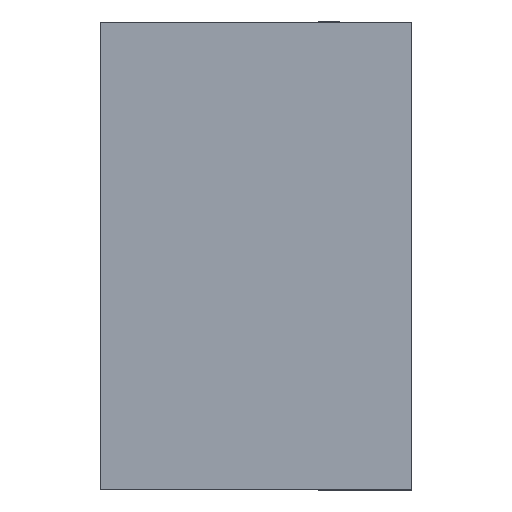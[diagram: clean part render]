
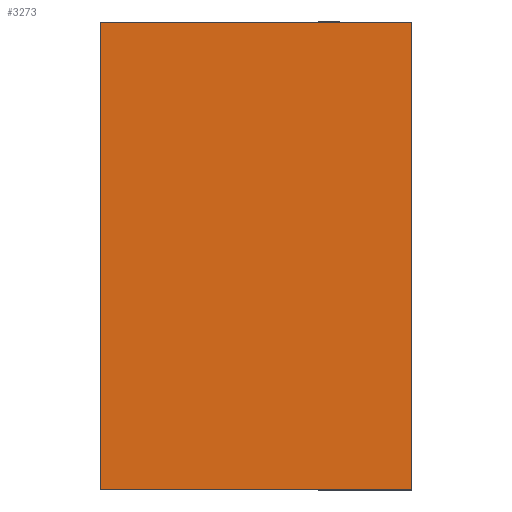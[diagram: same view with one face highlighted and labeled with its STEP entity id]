
A CAD part, left-side view. The second image highlights one B-rep face of the part: STEP entity #3273.
In plain terms, the highlighted planar face has unit normal (-1, 0, 0).
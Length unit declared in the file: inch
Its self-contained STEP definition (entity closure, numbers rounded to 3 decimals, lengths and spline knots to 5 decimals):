
#90 = LINE ( 'NONE', #3368, #189 ) ;
#189 = VECTOR ( 'NONE', #3367, 39.37008 ) ;
#331 = LINE ( 'NONE', #2896, #461 ) ;
#461 = VECTOR ( 'NONE', #2878, 39.37008 ) ;
#569 = AXIS2_PLACEMENT_3D ( 'NONE', #1699, #1994, #1981 ) ;
#685 = EDGE_CURVE ( 'NONE', #2914, #2619, #331, .T. ) ;
#723 = EDGE_CURVE ( 'NONE', #2914, #2763, #90, .T. ) ;
#1011 = EDGE_CURVE ( 'NONE', #2619, #2623, #2543, .T. ) ;
#1111 = EDGE_CURVE ( 'NONE', #2763, #2623, #2044, .T. ) ;
#1427 = ORIENTED_EDGE ( 'NONE', *, *, #685, .T. ) ;
#1441 = ORIENTED_EDGE ( 'NONE', *, *, #1111, .F. ) ;
#1513 = EDGE_LOOP ( 'NONE', ( #1584, #1441, #1569, #1427 ) ) ;
#1569 = ORIENTED_EDGE ( 'NONE', *, *, #723, .F. ) ;
#1584 = ORIENTED_EDGE ( 'NONE', *, *, #1011, .T. ) ;
#1699 = CARTESIAN_POINT ( 'NONE',  ( -3.5, 0.25, -0.375 ) ) ;
#1700 = PLANE ( 'NONE',  #569 ) ;
#1721 = CARTESIAN_POINT ( 'NONE',  ( -3.5, 0.25, -0.375 ) ) ;
#1981 = DIRECTION ( 'NONE',  ( 0., 0., -1. ) ) ;
#1994 = DIRECTION ( 'NONE',  ( 1., 0., 0. ) ) ;
#2044 = LINE ( 'NONE', #4075, #3037 ) ;
#2516 = VECTOR ( 'NONE', #3966, 39.37008 ) ;
#2543 = LINE ( 'NONE', #3755, #2516 ) ;
#2619 = VERTEX_POINT ( 'NONE', #4290 ) ;
#2623 = VERTEX_POINT ( 'NONE', #4280 ) ;
#2763 = VERTEX_POINT ( 'NONE', #4526 ) ;
#2878 = DIRECTION ( 'NONE',  ( 0., -1., 0. ) ) ;
#2896 = CARTESIAN_POINT ( 'NONE',  ( -3.5, 0.25, -0.375 ) ) ;
#2914 = VERTEX_POINT ( 'NONE', #1721 ) ;
#3037 = VECTOR ( 'NONE', #4050, 39.37008 ) ;
#3148 = FACE_OUTER_BOUND ( 'NONE', #1513, .T. ) ;
#3273 = ADVANCED_FACE ( 'NONE', ( #3148 ), #1700, .F. ) ;
#3367 = DIRECTION ( 'NONE',  ( 0., 0., 1. ) ) ;
#3368 = CARTESIAN_POINT ( 'NONE',  ( -3.5, 0.25, -0.375 ) ) ;
#3755 = CARTESIAN_POINT ( 'NONE',  ( -3.5, -0.25, -0.375 ) ) ;
#3966 = DIRECTION ( 'NONE',  ( 0., 0., 1. ) ) ;
#4050 = DIRECTION ( 'NONE',  ( 0., -1., 0. ) ) ;
#4075 = CARTESIAN_POINT ( 'NONE',  ( -3.5, 0.25, 0.375 ) ) ;
#4280 = CARTESIAN_POINT ( 'NONE',  ( -3.5, -0.25, 0.375 ) ) ;
#4290 = CARTESIAN_POINT ( 'NONE',  ( -3.5, -0.25, -0.375 ) ) ;
#4526 = CARTESIAN_POINT ( 'NONE',  ( -3.5, 0.25, 0.375 ) ) ;
